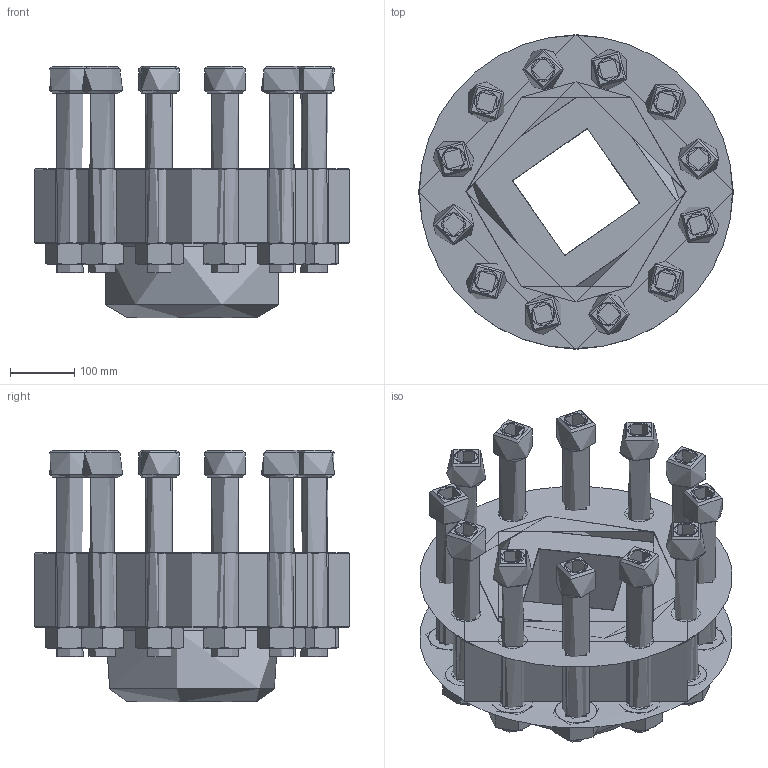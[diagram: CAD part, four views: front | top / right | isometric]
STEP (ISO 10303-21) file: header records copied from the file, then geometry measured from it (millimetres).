
FILE_DESCRIPTION(('FreeCAD Model'),'2;1');
FILE_NAME('Open CASCADE Shape Model','2025-01-06T10:59:07',('Author'),( ''),'Open CASCADE STEP processor 7.8','FreeCAD','Unknown');
FILE_SCHEMA(('AUTOMOTIVE_DESIGN { 1 0 10303 214 1 1 1 1 }'));
Length unit declared in the file: millimetre
Products named in the file (8): Unnamed; X-Mutter; X-Schraube; X-FK; X-FKV_rund001; FK_rund; X-Achse; XY-Ebene
Assembly tree (59 placements, depth 3):
  Unnamed
    X-Mutter  x12
    X-Schraube  x12
    X-FK
    X-FKV_rund001
    FK_rund
      X-Mutter  x12
      X-Schraube  x12
      X-FK
      X-FKV_rund001
    X-Achse  x3
    XY-Ebene  x3
Bounding box: 490 x 490 x 392 mm (x, y, z)
Volume: 50982553.8 mm3; surface area: 3969377.2 mm2
Topology: 52 solids, 52 shells, 1202 faces, 2403 edges, 1354 vertices
Faces by surface type: cone 572, plane 444, cylinder 134, torus 52
Full cylindrical faces by diameter (mm): 36.95 x24, 42 x48, 43 x24, 63 x24, 201 x2, 273 x2, 273.5 x2, 274 x2, 340 x2, 341 x2, 490 x2
Entity records: 3927 total; most frequent: CARTESIAN_POINT 709, DIRECTION 569, ORIENTED_EDGE 442, AXIS2_PLACEMENT_3D 275, EDGE_CURVE 221, FACE_BOUND 140, EDGE_LOOP 140, VERTEX_POINT 127
